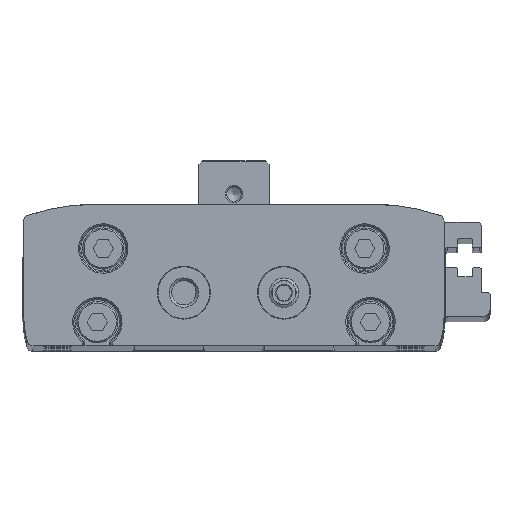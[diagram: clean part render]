
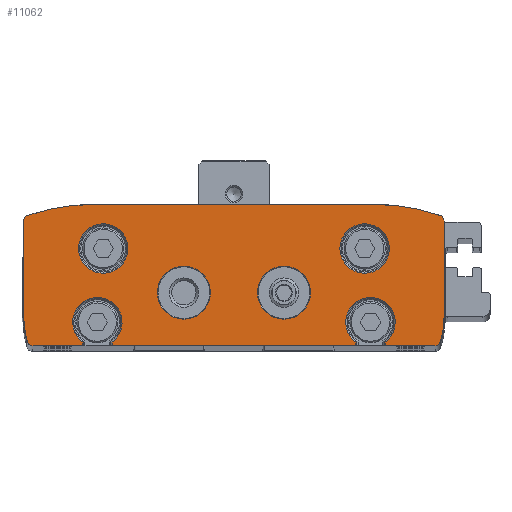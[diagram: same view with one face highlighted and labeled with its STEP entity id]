
A CAD part, top view. The second image highlights one B-rep face of the part: STEP entity #11062.
In plain terms, the highlighted planar face has unit normal (0, 0, 1).
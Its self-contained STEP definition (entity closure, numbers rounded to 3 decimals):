
#502=LINE('',#16750,#1410);
#506=LINE('',#16758,#1414);
#510=LINE('',#16774,#1418);
#580=LINE('',#17033,#1488);
#587=LINE('',#17051,#1495);
#588=LINE('',#17059,#1496);
#595=LINE('',#17077,#1503);
#596=LINE('',#17085,#1504);
#597=LINE('',#17091,#1505);
#598=LINE('',#17097,#1506);
#1410=VECTOR('',#13164,1000.);
#1414=VECTOR('',#13168,1000.);
#1418=VECTOR('',#13180,1000.);
#1488=VECTOR('',#13370,1000.);
#1495=VECTOR('',#13383,1000.);
#1496=VECTOR('',#13386,1000.);
#1503=VECTOR('',#13399,1000.);
#1504=VECTOR('',#13410,1000.);
#1505=VECTOR('',#13415,1000.);
#1506=VECTOR('',#13420,1000.);
#2509=ORIENTED_EDGE('',*,*,#5584,.F.);
#2510=ORIENTED_EDGE('',*,*,#5573,.T.);
#2511=ORIENTED_EDGE('',*,*,#5445,.T.);
#2512=ORIENTED_EDGE('',*,*,#5575,.F.);
#2513=ORIENTED_EDGE('',*,*,#5585,.F.);
#2514=ORIENTED_EDGE('',*,*,#5583,.T.);
#2515=ORIENTED_EDGE('',*,*,#5437,.T.);
#2516=ORIENTED_EDGE('',*,*,#5586,.T.);
#2517=ORIENTED_EDGE('',*,*,#5587,.T.);
#2518=ORIENTED_EDGE('',*,*,#5588,.T.);
#2519=ORIENTED_EDGE('',*,*,#5589,.T.);
#2520=ORIENTED_EDGE('',*,*,#5590,.T.);
#2521=ORIENTED_EDGE('',*,*,#5591,.T.);
#2522=ORIENTED_EDGE('',*,*,#5592,.T.);
#2523=ORIENTED_EDGE('',*,*,#5593,.T.);
#2524=ORIENTED_EDGE('',*,*,#5594,.T.);
#2525=ORIENTED_EDGE('',*,*,#5595,.T.);
#2526=ORIENTED_EDGE('',*,*,#5596,.T.);
#2527=ORIENTED_EDGE('',*,*,#5433,.T.);
#2528=ORIENTED_EDGE('',*,*,#5565,.F.);
#2529=ORIENTED_EDGE('',*,*,#5597,.F.);
#2530=ORIENTED_EDGE('',*,*,#5598,.F.);
#2531=ORIENTED_EDGE('',*,*,#5599,.F.);
#2532=ORIENTED_EDGE('',*,*,#5600,.F.);
#5433=EDGE_CURVE('',#6987,#6986,#502,.T.);
#5437=EDGE_CURVE('',#6991,#6990,#506,.T.);
#5445=EDGE_CURVE('',#6999,#6998,#510,.T.);
#5565=EDGE_CURVE('',#7106,#6986,#580,.T.);
#5573=EDGE_CURVE('',#7111,#6999,#587,.T.);
#5575=EDGE_CURVE('',#7112,#6998,#588,.T.);
#5583=EDGE_CURVE('',#7117,#6991,#595,.T.);
#5584=EDGE_CURVE('',#7111,#7106,#8136,.T.);
#5585=EDGE_CURVE('',#7117,#7112,#8137,.T.);
#5586=EDGE_CURVE('',#6990,#7118,#8138,.T.);
#5587=EDGE_CURVE('',#7118,#7119,#8139,.T.);
#5588=EDGE_CURVE('',#7119,#7120,#596,.T.);
#5589=EDGE_CURVE('',#7120,#7121,#8140,.T.);
#5590=EDGE_CURVE('',#7121,#7122,#8141,.T.);
#5591=EDGE_CURVE('',#7122,#7123,#597,.T.);
#5592=EDGE_CURVE('',#7123,#7124,#8142,.T.);
#5593=EDGE_CURVE('',#7124,#7125,#8143,.T.);
#5594=EDGE_CURVE('',#7125,#7126,#598,.T.);
#5595=EDGE_CURVE('',#7126,#7127,#8144,.T.);
#5596=EDGE_CURVE('',#7127,#6987,#8145,.T.);
#5597=EDGE_CURVE('',#7128,#7128,#8146,.T.);
#5598=EDGE_CURVE('',#7129,#7129,#8147,.T.);
#5599=EDGE_CURVE('',#7130,#7130,#8148,.T.);
#5600=EDGE_CURVE('',#7131,#7131,#8149,.T.);
#6986=VERTEX_POINT('',#16749);
#6987=VERTEX_POINT('',#16751);
#6990=VERTEX_POINT('',#16757);
#6991=VERTEX_POINT('',#16759);
#6998=VERTEX_POINT('',#16773);
#6999=VERTEX_POINT('',#16775);
#7106=VERTEX_POINT('',#17031);
#7111=VERTEX_POINT('',#17050);
#7112=VERTEX_POINT('',#17057);
#7117=VERTEX_POINT('',#17076);
#7118=VERTEX_POINT('',#17082);
#7119=VERTEX_POINT('',#17084);
#7120=VERTEX_POINT('',#17086);
#7121=VERTEX_POINT('',#17088);
#7122=VERTEX_POINT('',#17090);
#7123=VERTEX_POINT('',#17092);
#7124=VERTEX_POINT('',#17094);
#7125=VERTEX_POINT('',#17096);
#7126=VERTEX_POINT('',#17098);
#7127=VERTEX_POINT('',#17100);
#7128=VERTEX_POINT('',#17103);
#7129=VERTEX_POINT('',#17105);
#7130=VERTEX_POINT('',#17107);
#7131=VERTEX_POINT('',#17109);
#8136=CIRCLE('',#11883,4.2);
#8137=CIRCLE('',#11884,4.2);
#8138=CIRCLE('',#11885,1.);
#8139=CIRCLE('',#11886,15.);
#8140=CIRCLE('',#11887,1.);
#8141=CIRCLE('',#11888,35.);
#8142=CIRCLE('',#11889,35.);
#8143=CIRCLE('',#11890,1.);
#8144=CIRCLE('',#11891,15.);
#8145=CIRCLE('',#11892,1.);
#8146=CIRCLE('',#11893,4.2);
#8147=CIRCLE('',#11894,4.2);
#8148=CIRCLE('',#11895,4.5);
#8149=CIRCLE('',#11896,4.5);
#8716=EDGE_LOOP('',(#2509,#2510,#2511,#2512,#2513,#2514,#2515,#2516,#2517,
#2518,#2519,#2520,#2521,#2522,#2523,#2524,#2525,#2526,#2527,#2528));
#8717=EDGE_LOOP('',(#2529));
#8718=EDGE_LOOP('',(#2530));
#8719=EDGE_LOOP('',(#2531));
#8720=EDGE_LOOP('',(#2532));
#9728=FACE_BOUND('',#8716,.T.);
#9729=FACE_BOUND('',#8717,.T.);
#9730=FACE_BOUND('',#8718,.T.);
#9731=FACE_BOUND('',#8719,.T.);
#9732=FACE_BOUND('',#8720,.T.);
#10713=PLANE('',#11882);
#11062=ADVANCED_FACE('',(#9728,#9729,#9730,#9731,#9732),#10713,.T.);
#11882=AXIS2_PLACEMENT_3D('',#17078,#13400,#13401);
#11883=AXIS2_PLACEMENT_3D('',#17079,#13402,#13403);
#11884=AXIS2_PLACEMENT_3D('',#17080,#13404,#13405);
#11885=AXIS2_PLACEMENT_3D('',#17081,#13406,#13407);
#11886=AXIS2_PLACEMENT_3D('',#17083,#13408,#13409);
#11887=AXIS2_PLACEMENT_3D('',#17087,#13411,#13412);
#11888=AXIS2_PLACEMENT_3D('',#17089,#13413,#13414);
#11889=AXIS2_PLACEMENT_3D('',#17093,#13416,#13417);
#11890=AXIS2_PLACEMENT_3D('',#17095,#13418,#13419);
#11891=AXIS2_PLACEMENT_3D('',#17099,#13421,#13422);
#11892=AXIS2_PLACEMENT_3D('',#17101,#13423,#13424);
#11893=AXIS2_PLACEMENT_3D('',#17102,#13425,#13426);
#11894=AXIS2_PLACEMENT_3D('',#17104,#13427,#13428);
#11895=AXIS2_PLACEMENT_3D('',#17106,#13429,#13430);
#11896=AXIS2_PLACEMENT_3D('',#17108,#13431,#13432);
#13164=DIRECTION('',(1.,0.,0.));
#13168=DIRECTION('',(1.,0.,0.));
#13180=DIRECTION('',(1.,0.,0.));
#13370=DIRECTION('',(0.,-1.,0.));
#13383=DIRECTION('',(0.,-1.,0.));
#13386=DIRECTION('',(0.,-1.,0.));
#13399=DIRECTION('',(0.,-1.,0.));
#13400=DIRECTION('',(0.,0.,1.));
#13401=DIRECTION('',(1.,0.,0.));
#13402=DIRECTION('',(0.,0.,1.));
#13403=DIRECTION('',(1.,0.,0.));
#13404=DIRECTION('',(0.,0.,1.));
#13405=DIRECTION('',(1.,0.,0.));
#13406=DIRECTION('',(0.,0.,1.));
#13407=DIRECTION('',(1.,0.,0.));
#13408=DIRECTION('',(0.,0.,1.));
#13409=DIRECTION('',(1.,0.,0.));
#13410=DIRECTION('',(0.,1.,0.));
#13411=DIRECTION('',(0.,0.,1.));
#13412=DIRECTION('',(1.,0.,0.));
#13413=DIRECTION('',(0.,0.,1.));
#13414=DIRECTION('',(1.,0.,0.));
#13415=DIRECTION('',(-1.,0.,0.));
#13416=DIRECTION('',(0.,0.,1.));
#13417=DIRECTION('',(1.,0.,0.));
#13418=DIRECTION('',(0.,0.,1.));
#13419=DIRECTION('',(1.,0.,0.));
#13420=DIRECTION('',(0.,-1.,0.));
#13421=DIRECTION('',(0.,0.,1.));
#13422=DIRECTION('',(1.,0.,0.));
#13423=DIRECTION('',(0.,0.,1.));
#13424=DIRECTION('',(1.,0.,0.));
#13425=DIRECTION('',(0.,0.,1.));
#13426=DIRECTION('',(1.,0.,0.));
#13427=DIRECTION('',(0.,0.,1.));
#13428=DIRECTION('',(1.,0.,0.));
#13429=DIRECTION('',(0.,0.,1.));
#13430=DIRECTION('',(1.,0.,0.));
#13431=DIRECTION('',(0.,0.,1.));
#13432=DIRECTION('',(1.,0.,0.));
#16749=CARTESIAN_POINT('',(-25.7,0.,280.));
#16750=CARTESIAN_POINT('',(-34.116,0.,280.));
#16751=CARTESIAN_POINT('',(-34.116,0.,280.));
#16757=CARTESIAN_POINT('',(34.116,0.,280.));
#16758=CARTESIAN_POINT('',(-34.116,0.,280.));
#16759=CARTESIAN_POINT('',(25.7,0.,280.));
#16773=CARTESIAN_POINT('',(20.7,0.,280.));
#16774=CARTESIAN_POINT('',(-34.116,0.,280.));
#16775=CARTESIAN_POINT('',(-20.7,0.,280.));
#17031=CARTESIAN_POINT('',(-25.7,0.625,280.));
#17033=CARTESIAN_POINT('',(-25.7,4.,280.));
#17050=CARTESIAN_POINT('',(-20.7,0.625,280.));
#17051=CARTESIAN_POINT('',(-20.7,4.,280.));
#17057=CARTESIAN_POINT('',(20.7,0.625,280.));
#17059=CARTESIAN_POINT('',(20.7,4.,280.));
#17076=CARTESIAN_POINT('',(25.7,0.625,280.));
#17077=CARTESIAN_POINT('',(25.7,4.,280.));
#17078=CARTESIAN_POINT('',(-20.7,5.,280.));
#17079=CARTESIAN_POINT('',(-23.2,4.,280.));
#17080=CARTESIAN_POINT('',(23.2,4.,280.));
#17081=CARTESIAN_POINT('',(34.116,1.,280.));
#17082=CARTESIAN_POINT('',(35.075,0.714,280.));
#17083=CARTESIAN_POINT('',(20.7,5.,280.));
#17084=CARTESIAN_POINT('',(35.7,5.,280.));
#17085=CARTESIAN_POINT('',(35.7,5.,280.));
#17086=CARTESIAN_POINT('',(35.7,21.171,280.));
#17087=CARTESIAN_POINT('',(34.7,21.171,280.));
#17088=CARTESIAN_POINT('',(35.024,22.118,280.));
#17089=CARTESIAN_POINT('',(23.7,-11.,280.));
#17090=CARTESIAN_POINT('',(23.7,24.,280.));
#17091=CARTESIAN_POINT('',(23.7,24.,280.));
#17092=CARTESIAN_POINT('',(-23.7,24.,280.));
#17093=CARTESIAN_POINT('',(-23.7,-11.,280.));
#17094=CARTESIAN_POINT('',(-35.024,22.118,280.));
#17095=CARTESIAN_POINT('',(-34.7,21.171,280.));
#17096=CARTESIAN_POINT('',(-35.7,21.171,280.));
#17097=CARTESIAN_POINT('',(-35.7,21.171,280.));
#17098=CARTESIAN_POINT('',(-35.7,5.,280.));
#17099=CARTESIAN_POINT('',(-20.7,5.,280.));
#17100=CARTESIAN_POINT('',(-35.075,0.714,280.));
#17101=CARTESIAN_POINT('',(-34.116,1.,280.));
#17102=CARTESIAN_POINT('',(-22.2,16.5,280.));
#17103=CARTESIAN_POINT('',(-18.,16.5,280.));
#17104=CARTESIAN_POINT('',(22.2,16.5,280.));
#17105=CARTESIAN_POINT('',(26.4,16.5,280.));
#17106=CARTESIAN_POINT('',(-8.5,9.,280.));
#17107=CARTESIAN_POINT('',(-4.,9.,280.));
#17108=CARTESIAN_POINT('',(8.5,9.,280.));
#17109=CARTESIAN_POINT('',(13.,9.,280.));
